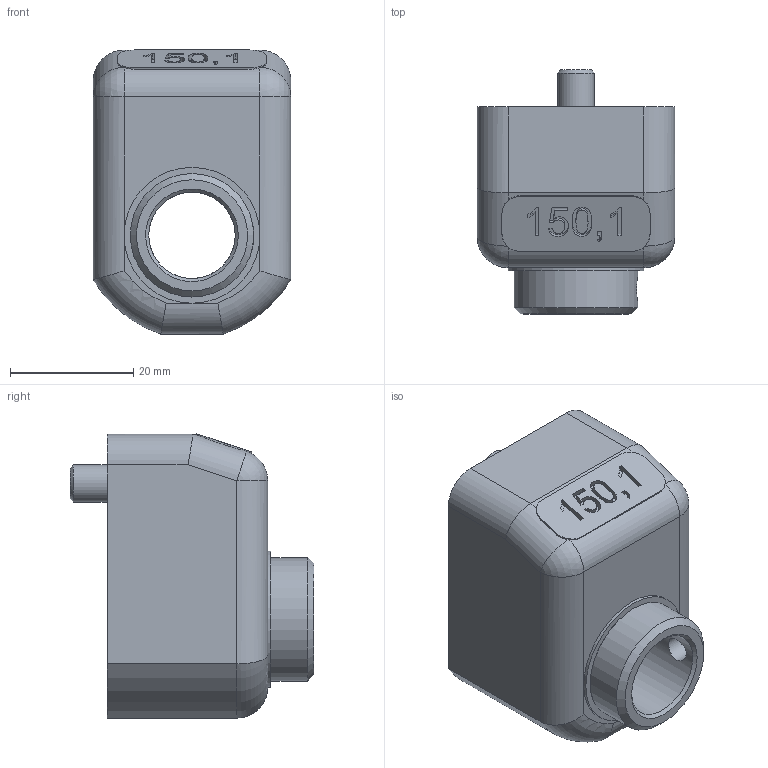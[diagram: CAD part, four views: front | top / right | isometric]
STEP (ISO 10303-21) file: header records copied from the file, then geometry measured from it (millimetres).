
FILE_DESCRIPTION(/* description */ ('Unknown'),/* implementation_level */ '2;1');
FILE_NAME(/* name */ 'Digianzeige-OP3-A',/* time_stamp */ '2020-03-19T15:32:11+01:00',/* author */ ('Unknown'),/* organization */ ('Unknown'),/* preprocessor_version */ 'ST-DEVELOPER v16.7',/* originating_system */ 'Solid Edge',/* authorisation */ 'Unknown');
FILE_SCHEMA (('AUTOMOTIVE_DESIGN {1 0 10303 214 3 1 1}'));
Length unit declared in the file: millimetre
Products named in the file (1): Digianzeige-OP3-A_ B-14-R-P6
Bounding box: 32 x 39.49 x 46.03 mm (x, y, z)
Volume: 30011 mm3; surface area: 8827.8 mm2
Topology: 1 solids, 2 shells, 98 faces, 247 edges, 160 vertices
Faces by surface type: plane 54, cylinder 27, bspline 10, cone 3, torus 2, sphere 2
Full cylindrical faces by diameter (mm): 4 x1, 6 x1, 14 x1, 16 x2, 20 x2, 22 x1, 27 x1
Entity records: 3932 total; most frequent: CARTESIAN_POINT 1039, ORIENTED_EDGE 442, DIRECTION 414, EDGE_CURVE 221, VERTEX_POINT 151, AXIS2_PLACEMENT_3D 140, LINE 134, VECTOR 134
